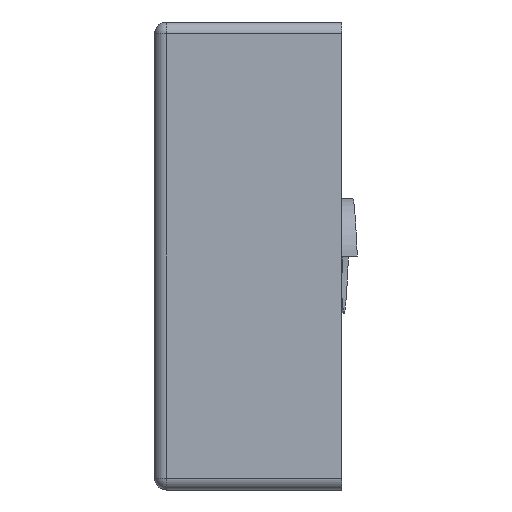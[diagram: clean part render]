
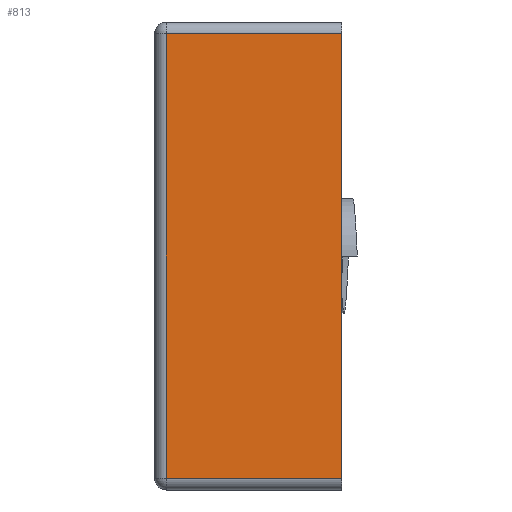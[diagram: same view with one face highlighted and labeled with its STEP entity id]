
A CAD part, left-side view. The second image highlights one B-rep face of the part: STEP entity #813.
In plain terms, the highlighted planar face has unit normal (-1, 0, 0).
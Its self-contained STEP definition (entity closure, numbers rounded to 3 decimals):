
#320 = LINE ( 'NONE', #5295, #8744 ) ;
#465 = LINE ( 'NONE', #1504, #9502 ) ;
#813 = ADVANCED_FACE ( 'NONE', ( #3839 ), #1110, .F. ) ;
#1093 = CARTESIAN_POINT ( 'NONE',  ( -40., 0., -20. ) ) ;
#1110 = PLANE ( 'NONE',  #7173 ) ;
#1173 = CARTESIAN_POINT ( 'NONE',  ( -40., 16., -20. ) ) ;
#1480 = EDGE_CURVE ( 'NONE', #3592, #9552, #6411, .T. ) ;
#1504 = CARTESIAN_POINT ( 'NONE',  ( -40., 16., 19. ) ) ;
#1801 = CARTESIAN_POINT ( 'NONE',  ( -40., 15., -19. ) ) ;
#2145 = EDGE_CURVE ( 'NONE', #7874, #3592, #320, .T. ) ;
#2356 = DIRECTION ( 'NONE',  ( 0., 1., 0. ) ) ;
#2366 = DIRECTION ( 'NONE',  ( 0., 0., -1. ) ) ;
#3529 = EDGE_CURVE ( 'NONE', #7044, #7874, #3569, .T. ) ;
#3569 = LINE ( 'NONE', #7232, #9343 ) ;
#3592 = VERTEX_POINT ( 'NONE', #5015 ) ;
#3839 = FACE_OUTER_BOUND ( 'NONE', #3989, .T. ) ;
#3989 = EDGE_LOOP ( 'NONE', ( #8688, #6881, #7794, #4994 ) ) ;
#4325 = DIRECTION ( 'NONE',  ( 1., 0., 0. ) ) ;
#4535 = DIRECTION ( 'NONE',  ( 0., -1., 0. ) ) ;
#4994 = ORIENTED_EDGE ( 'NONE', *, *, #2145, .T. ) ;
#5015 = CARTESIAN_POINT ( 'NONE',  ( -40., 0., -19. ) ) ;
#5287 = CARTESIAN_POINT ( 'NONE',  ( -40., 15., 19. ) ) ;
#5295 = CARTESIAN_POINT ( 'NONE',  ( -40., 16., -19. ) ) ;
#6266 = CARTESIAN_POINT ( 'NONE',  ( -40., 0., 19. ) ) ;
#6411 = LINE ( 'NONE', #1093, #7143 ) ;
#6492 = EDGE_CURVE ( 'NONE', #9552, #7044, #465, .T. ) ;
#6613 = DIRECTION ( 'NONE',  ( 0., 0., 1. ) ) ;
#6881 = ORIENTED_EDGE ( 'NONE', *, *, #6492, .T. ) ;
#7044 = VERTEX_POINT ( 'NONE', #5287 ) ;
#7143 = VECTOR ( 'NONE', #6613, 1000. ) ;
#7173 = AXIS2_PLACEMENT_3D ( 'NONE', #1173, #4325, #7556 ) ;
#7232 = CARTESIAN_POINT ( 'NONE',  ( -40., 15., -20. ) ) ;
#7556 = DIRECTION ( 'NONE',  ( 0., 1., 0. ) ) ;
#7794 = ORIENTED_EDGE ( 'NONE', *, *, #3529, .T. ) ;
#7874 = VERTEX_POINT ( 'NONE', #1801 ) ;
#8688 = ORIENTED_EDGE ( 'NONE', *, *, #1480, .T. ) ;
#8744 = VECTOR ( 'NONE', #4535, 1000. ) ;
#9343 = VECTOR ( 'NONE', #2366, 1000. ) ;
#9502 = VECTOR ( 'NONE', #2356, 1000. ) ;
#9552 = VERTEX_POINT ( 'NONE', #6266 ) ;
